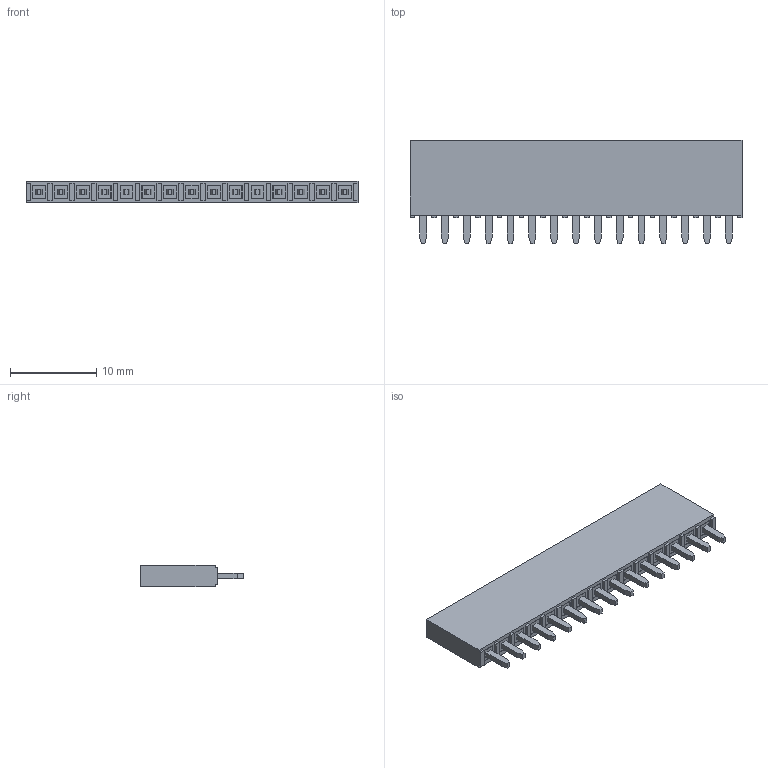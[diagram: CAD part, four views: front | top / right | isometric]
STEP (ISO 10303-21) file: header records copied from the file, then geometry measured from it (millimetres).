
FILE_DESCRIPTION (( 'STEP AP214' ), '1' );
FILE_NAME ('15-Pin Header - Female - 2.54mm.step', '2023-07-10T22:38:02', ( '' ), ( '' ), 'SwSTEP 2.0', 'SolidWorks 2022', '' );
FILE_SCHEMA (( 'AUTOMOTIVE_DESIGN' ));
Length unit declared in the file: millimetre
Products named in the file (1): 15-Pin Header - Female - 2.54mm
Bounding box: 38.6 x 12 x 2.5 mm (x, y, z)
Volume: 642.3 mm3; surface area: 2355.4 mm2
Topology: 1 solids, 1 shells, 609 faces, 1434 edges, 916 vertices
Faces by surface type: plane 609
Entity records: 22990 total; most frequent: CARTESIAN_POINT 2960, ORIENTED_EDGE 2868, DIRECTION 2654, EDGE_CURVE 1434, LINE 1434, VECTOR 1434, VERTEX_POINT 916, EDGE_LOOP 698
